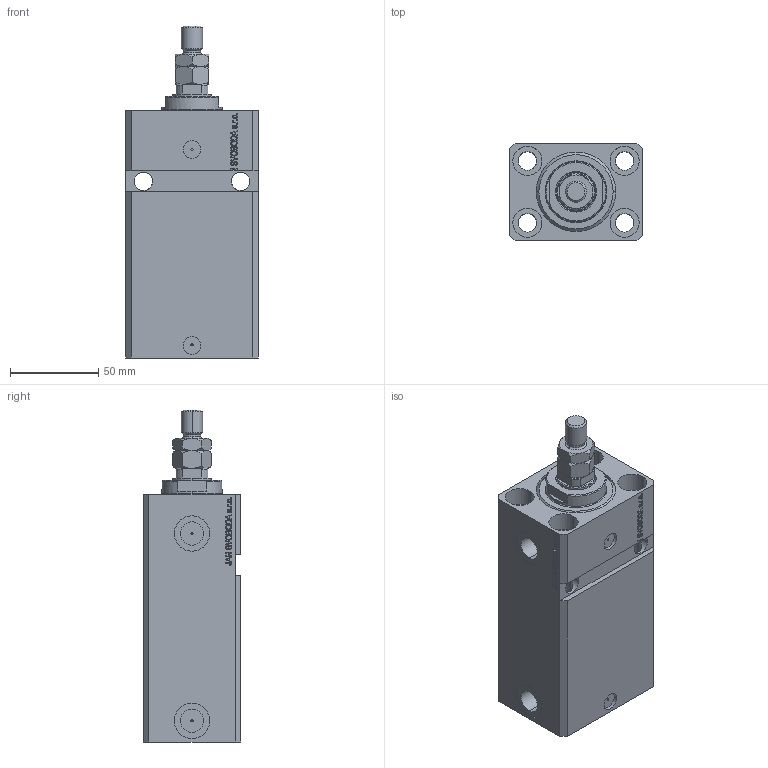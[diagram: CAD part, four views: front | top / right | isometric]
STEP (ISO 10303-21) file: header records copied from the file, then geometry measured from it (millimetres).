
FILE_DESCRIPTION (( 'STEP AP203' ), '1' );
FILE_NAME ('4509.STEP', '2022-04-09T14:43:38', ( '' ), ( '' ), 'SwSTEP 2.0', 'SolidWorks 2019', '' );
FILE_SCHEMA (( 'CONFIG_CONTROL_DESIGN' ));
Length unit declared in the file: millimetre
Products named in the file (5): V250CE_C_VCP 6a6a8353ab7beb55f53aa2e62fa338f8; MTA 6a6a8353ab7beb55f53aa2e62fa338f8; V250CE_VC_E 6a6a8353ab7beb55f53aa2e62fa338f8; 4509; V250CE_E_Body 6a6a8353ab7beb55f53aa2e62fa338f8
Assembly tree (4 placements, depth 2):
  4509
    V250CE_E_Body 6a6a8353ab7beb55f53aa2e62fa338f8
    V250CE_C_VCP 6a6a8353ab7beb55f53aa2e62fa338f8
    V250CE_VC_E 6a6a8353ab7beb55f53aa2e62fa338f8
    MTA 6a6a8353ab7beb55f53aa2e62fa338f8
Bounding box: 75 x 55 x 187.9 mm (x, y, z)
Volume: 482599.5 mm3; surface area: 105428.6 mm2
Topology: 4 solids, 4 shells, 943 faces, 2402 edges, 1565 vertices
Faces by surface type: plane 453, bspline 354, cylinder 88, cone 40, torus 8
Entity records: 45653 total; most frequent: CARTESIAN_POINT 24759, ORIENTED_EDGE 4800, DIRECTION 2996, EDGE_CURVE 2400, VERTEX_POINT 1565, LINE 1416, VECTOR 1416, EDGE_LOOP 1071
